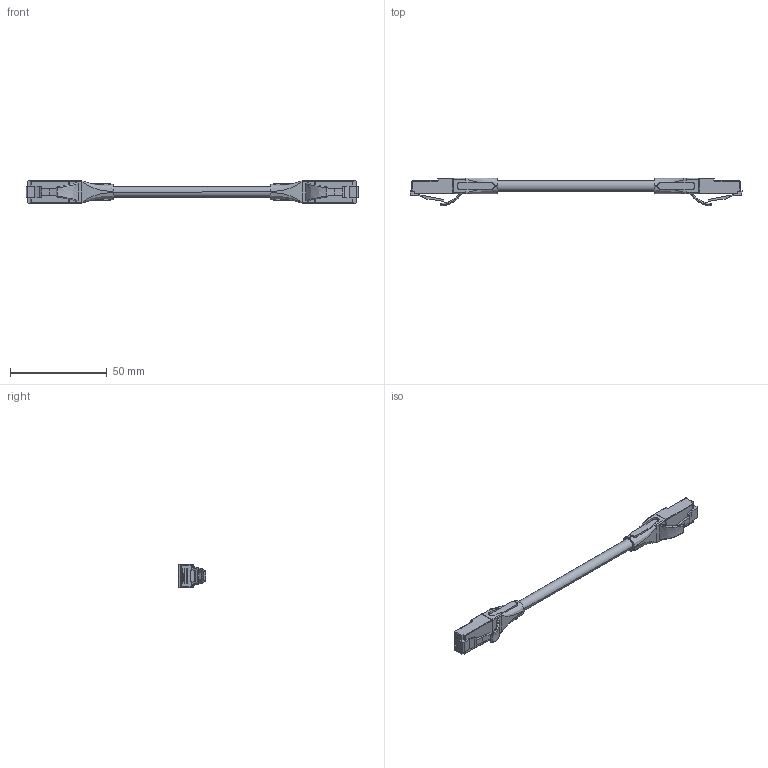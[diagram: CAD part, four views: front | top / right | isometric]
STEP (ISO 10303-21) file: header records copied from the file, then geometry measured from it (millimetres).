
FILE_DESCRIPTION (( 'STEP AP214' ), '1' );
FILE_NAME ('TRDE815.STEP', '2014-03-13T17:50:46', ( 'L-Com' ), ( 'L-Com Global Connectivity' ), 'SwSTEP 2.0', 'SolidWorks 2012', '' );
FILE_SCHEMA (( 'AUTOMOTIVE_DESIGN' ));
Length unit declared in the file: inch
Products named in the file (6): 3AB02-012; 3AB02-013-MA2; 3AB02-013-MA1_no aligning hole; MTN-143_no logo; 3AC03-019_BLUE; TRDE815
Assembly tree (14 placements, depth 3):
  TRDE815
    3AC03-019_BLUE
    MTN-143_no logo  x2
    3AB02-012  x2
      3AB02-013-MA1_no aligning hole
      3AB02-013-MA2
Bounding box: 171.96 x 14.38 x 11.68 mm (x, y, z)
Volume: 8370.1 mm3; surface area: 9246.3 mm2
Topology: 23 solids, 23 shells, 822 faces, 2294 edges, 1480 vertices
Faces by surface type: plane 566, cylinder 190, bspline 46, sphere 16, torus 4
Entity records: 12216 total; most frequent: CARTESIAN_POINT 4261, ORIENTED_EDGE 1268, DIRECTION 1133, EDGE_CURVE 634, LINE 453, VECTOR 453, VERTEX_POINT 406, AXIS2_PLACEMENT_3D 340
